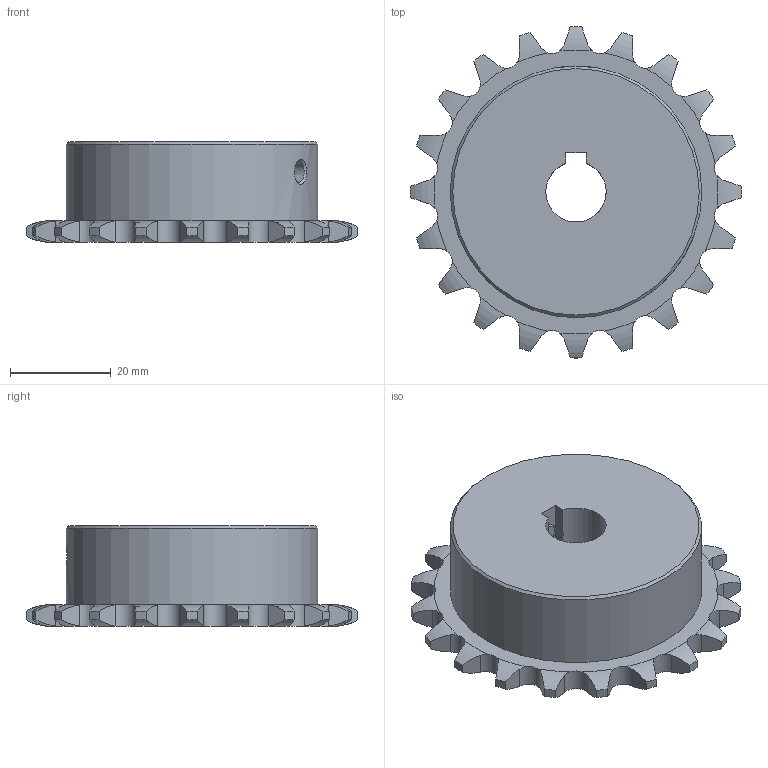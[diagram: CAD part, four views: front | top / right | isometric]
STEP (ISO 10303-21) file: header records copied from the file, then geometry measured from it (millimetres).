
FILE_DESCRIPTION( ( 'STEP AP203' ), '1' );
FILE_NAME( 'BSP35B20-N-12.stp', '2020-10-26T06:46:25', ( 'License CC BY-ND 4.0' ), ( 'CADENAS' ), ' ', 'PARTsolutions', ' ' );
FILE_SCHEMA( ( 'CONFIG_CONTROL_DESIGN' ) );
Length unit declared in the file: millimetre
Products named in the file (3): BSP35B20-N-12; _BSP35B20-N-12_b; _SET-SCREW5-5
Assembly tree (3 placements, depth 2):
  BSP35B20-N-12
    _BSP35B20-N-12_b
    _SET-SCREW5-5  x2
Bounding box: 66 x 66 x 20 mm (x, y, z)
Volume: 40155.9 mm3; surface area: 10496.5 mm2
Topology: 3 solids, 3 shells, 172 faces, 481 edges, 315 vertices
Faces by surface type: plane 77, cylinder 46, torus 40, cone 9
Full cylindrical faces by diameter (mm): 4.134 x2, 5 x2, 50 x1
Entity records: 5824 total; most frequent: CARTESIAN_POINT 1936, ORIENTED_EDGE 852, DIRECTION 716, EDGE_CURVE 426, AXIS2_PLACEMENT_3D 297, VERTEX_POINT 287, EDGE_LOOP 170, B_SPLINE_CURVE_WITH_KNOTS 165
